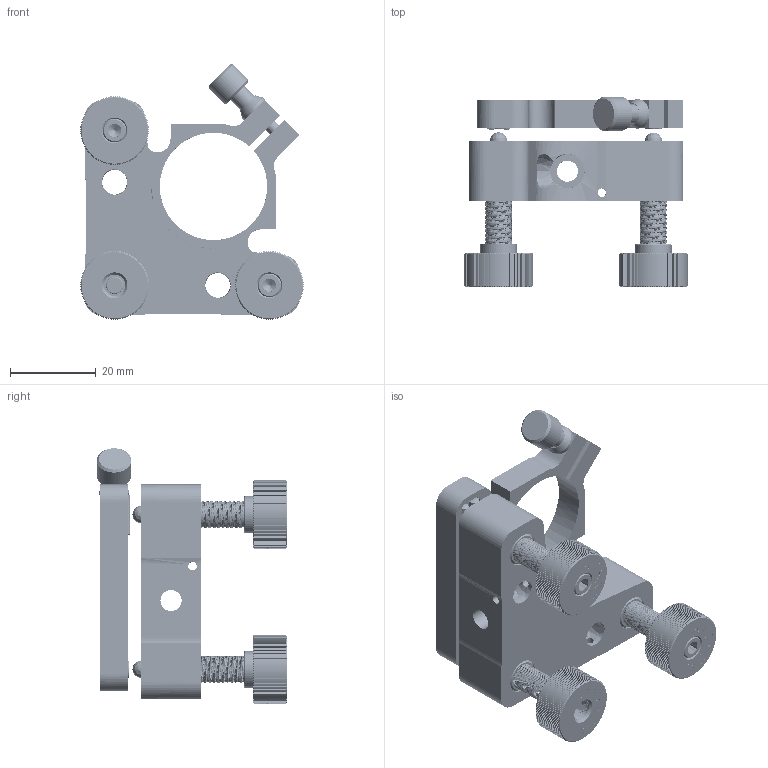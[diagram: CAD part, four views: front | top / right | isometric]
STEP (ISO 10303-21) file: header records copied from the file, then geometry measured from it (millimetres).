
FILE_DESCRIPTION(/* description */ (''),/* implementation_level */ '2;1');
FILE_NAME(/* name */ '01_MMM3-LB',/* time_stamp */ '2024-08-22T14:43:22+03:00',/* author */ (''),/* organization */ (''),/* preprocessor_version */ 'ST-DEVELOPER v15',/* originating_system */ '',/* authorisation */ '');
FILE_SCHEMA (('AUTOMOTIVE_DESIGN'));
Products named in the file (1): Document
Bounding box: 52 x 44.25 x 59.41 mm (x, y, z)
Volume: 30366.3 mm3; surface area: 24017.2 mm2
Topology: 20 solids, 20 shells, 2816 faces, 8082 edges, 5321 vertices
Faces by surface type: plane 1555, bspline 1261
Entity records: 130490 total; most frequent: CARTESIAN_POINT 81912, ORIENTED_EDGE 16132, EDGE_CURVE 8066, B_SPLINE_CURVE_WITH_KNOTS 5344, VERTEX_POINT 5321, EDGE_LOOP 2905, ADVANCED_FACE 2816, FACE_OUTER_BOUND 2816
